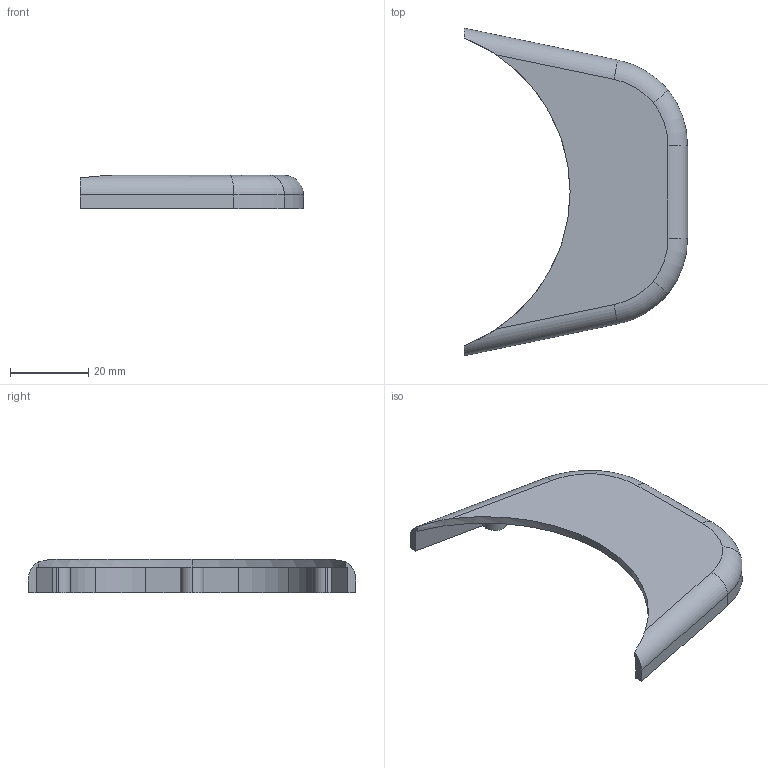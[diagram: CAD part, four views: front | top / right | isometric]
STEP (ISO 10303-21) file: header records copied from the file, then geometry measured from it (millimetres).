
FILE_DESCRIPTION (( 'STEP AP203' ), '1' );
FILE_NAME ('ｹﾌｶｨｵﾗﾗﾇﾗ', '2023-10-12T21:23:54', ( '' ), ( '' ), 'SwSTEP 2.0', 'SolidWorks 2021', '' );
FILE_SCHEMA (( 'CONFIG_CONTROL_DESIGN' ));
Length unit declared in the file: millimetre
Products named in the file (1): �̶����te
Bounding box: 57 x 83.65 x 8.5 mm (x, y, z)
Volume: 6410.6 mm3; surface area: 7350.2 mm2
Topology: 1 solids, 1 shells, 58 faces, 147 edges, 94 vertices
Faces by surface type: cylinder 25, plane 23, cone 6, torus 4
Entity records: 1874 total; most frequent: CARTESIAN_POINT 358, DIRECTION 317, ORIENTED_EDGE 294, EDGE_CURVE 147, AXIS2_PLACEMENT_3D 117, VERTEX_POINT 94, LINE 83, VECTOR 83
